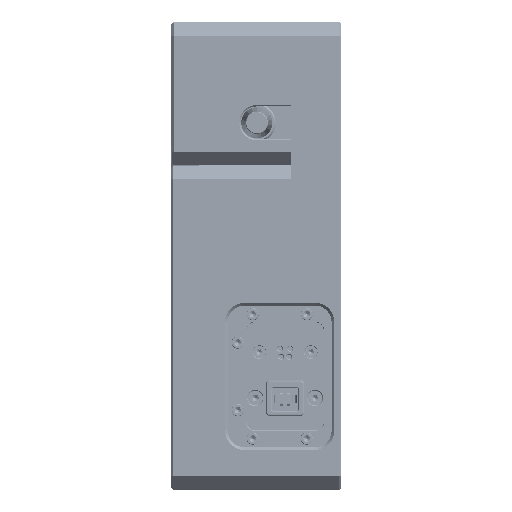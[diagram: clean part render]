
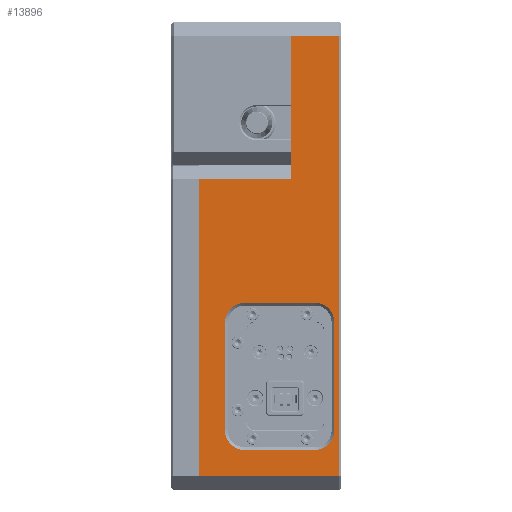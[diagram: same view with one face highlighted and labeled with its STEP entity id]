
A CAD part, left-side view. The second image highlights one B-rep face of the part: STEP entity #13896.
In plain terms, the highlighted planar face has unit normal (-1, 0, 0).
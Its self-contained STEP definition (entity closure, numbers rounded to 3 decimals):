
#1286=DIRECTION('',(0.,0.,1.));
#1287=VECTOR('',#1286,110.);
#1288=CARTESIAN_POINT('',(-47.,35.,-91.));
#1289=LINE('',#1288,#1287);
#2153=DIRECTION('',(0.,0.,1.));
#2154=VECTOR('',#2153,53.);
#2155=CARTESIAN_POINT('',(-47.,0.94,19.));
#2156=LINE('',#2155,#2154);
#2376=DIRECTION('',(0.,-1.,0.));
#2377=VECTOR('',#2376,34.06);
#2378=CARTESIAN_POINT('',(-47.,35.,19.));
#2379=LINE('',#2378,#2377);
#2383=DIRECTION('',(0.,-1.,0.));
#2384=VECTOR('',#2383,17.94);
#2385=CARTESIAN_POINT('',(-47.,0.94,72.));
#2386=LINE('',#2385,#2384);
#2390=DIRECTION('',(0.,0.,-1.));
#2391=VECTOR('',#2390,163.);
#2392=CARTESIAN_POINT('',(-47.,-17.,72.));
#2393=LINE('',#2392,#2391);
#2397=DIRECTION('',(0.,-1.,0.));
#2398=VECTOR('',#2397,52.);
#2399=CARTESIAN_POINT('',(-47.,35.,-91.));
#2400=LINE('',#2399,#2398);
#2404=CARTESIAN_POINT('',(-47.,18.,-34.));
#2405=DIRECTION('',(1.,0.,0.));
#2406=DIRECTION('',(0.,1.,0.));
#2407=AXIS2_PLACEMENT_3D('',#2404,#2405,#2406);
#2412=DIRECTION('',(0.,0.,1.));
#2413=VECTOR('',#2412,40.);
#2414=CARTESIAN_POINT('',(-47.,25.2,
-74.));
#2415=LINE('',#2414,#2413);
#2419=CARTESIAN_POINT('',(-47.,18.,-74.));
#2420=DIRECTION('',(1.,0.,0.));
#2421=DIRECTION('',(0.,0.,-1.));
#2422=AXIS2_PLACEMENT_3D('',#2419,#2420,#2421);
#2427=DIRECTION('',(0.,1.,0.));
#2428=VECTOR('',#2427,26.);
#2429=CARTESIAN_POINT('',(-47.,-8.,
-81.2));
#2430=LINE('',#2429,#2428);
#2434=CARTESIAN_POINT('',(-47.,-8.,-74.));
#2435=DIRECTION('',(1.,0.,0.));
#2436=DIRECTION('',(0.,-1.,0.));
#2437=AXIS2_PLACEMENT_3D('',#2434,#2435,#2436);
#2442=DIRECTION('',(0.,0.,-1.));
#2443=VECTOR('',#2442,40.);
#2444=CARTESIAN_POINT('',(-47.,-15.2,
-34.));
#2445=LINE('',#2444,#2443);
#2449=CARTESIAN_POINT('',(-47.,-8.,-34.));
#2450=DIRECTION('',(1.,0.,0.));
#2451=DIRECTION('',(0.,0.,1.));
#2452=AXIS2_PLACEMENT_3D('',#2449,#2450,#2451);
#2457=DIRECTION('',(0.,-1.,0.));
#2458=VECTOR('',#2457,26.);
#2459=CARTESIAN_POINT('',(-47.,18.,
-26.8));
#2460=LINE('',#2459,#2458);
#10989=CARTESIAN_POINT('',(-47.,35.,-91.));
#10991=VERTEX_POINT('',#10989);
#10992=CARTESIAN_POINT('',(-47.,35.,19.));
#10994=VERTEX_POINT('',#10992);
#11324=CARTESIAN_POINT('',(-47.,-17.,-91.));
#11325=VERTEX_POINT('',#11324);
#11328=CARTESIAN_POINT('',(-47.,-17.,72.));
#11329=VERTEX_POINT('',#11328);
#11836=CARTESIAN_POINT('',(-47.,0.94,72.));
#11838=VERTEX_POINT('',#11836);
#11848=CARTESIAN_POINT('',(-47.,0.94,19.));
#11849=VERTEX_POINT('',#11848);
#12472=CARTESIAN_POINT('',(-47.,25.2,-34.));
#12473=CARTESIAN_POINT('',(-47.,18.,-26.8));
#12474=VERTEX_POINT('',#12472);
#12475=VERTEX_POINT('',#12473);
#12480=CARTESIAN_POINT('',(-47.,-8.,
-26.8));
#12481=VERTEX_POINT('',#12480);
#12484=CARTESIAN_POINT('',(-47.,-15.2,-34.));
#12485=VERTEX_POINT('',#12484);
#12488=CARTESIAN_POINT('',(-47.,-15.2,
-74.));
#12489=VERTEX_POINT('',#12488);
#12492=CARTESIAN_POINT('',(-47.,-8.,-81.2));
#12493=VERTEX_POINT('',#12492);
#12496=CARTESIAN_POINT('',(-47.,18.,
-81.2));
#12497=VERTEX_POINT('',#12496);
#12500=CARTESIAN_POINT('',(-47.,25.2,-74.));
#12501=VERTEX_POINT('',#12500);
#13864=CARTESIAN_POINT('',(-47.,0.,-96.));
#13865=DIRECTION('',(-1.,0.,0.));
#13866=DIRECTION('',(0.,0.,1.));
#13867=AXIS2_PLACEMENT_3D('',#13864,#13865,#13866);
#13868=PLANE('',#13867);
#13869=ORIENTED_EDGE('',*,*,#13666,.T.);
#13870=ORIENTED_EDGE('',*,*,#13697,.T.);
#13871=ORIENTED_EDGE('',*,*,#13848,.T.);
#13873=ORIENTED_EDGE('',*,*,#13872,.T.);
#13874=ORIENTED_EDGE('',*,*,#13330,.F.);
#13875=ORIENTED_EDGE('',*,*,#13349,.T.);
#13876=EDGE_LOOP('',(#13869,#13870,#13871,#13873,#13874,#13875));
#13877=FACE_OUTER_BOUND('',#13876,.F.);
#13879=ORIENTED_EDGE('',*,*,#13878,.F.);
#13881=ORIENTED_EDGE('',*,*,#13880,.F.);
#13883=ORIENTED_EDGE('',*,*,#13882,.F.);
#13885=ORIENTED_EDGE('',*,*,#13884,.F.);
#13887=ORIENTED_EDGE('',*,*,#13886,.F.);
#13889=ORIENTED_EDGE('',*,*,#13888,.F.);
#13891=ORIENTED_EDGE('',*,*,#13890,.F.);
#13893=ORIENTED_EDGE('',*,*,#13892,.F.);
#13894=EDGE_LOOP('',(#13879,#13881,#13883,#13885,#13887,#13889,#13891,#13893));
#13895=FACE_BOUND('',#13894,.F.);
#2408=CIRCLE('',#2407,7.2);
#2423=CIRCLE('',#2422,7.2);
#2438=CIRCLE('',#2437,7.2);
#2453=CIRCLE('',#2452,7.2);
#13330=EDGE_CURVE('',#10991,#11325,#2400,.T.);
#13349=EDGE_CURVE('',#10991,#10994,#1289,.T.);
#13666=EDGE_CURVE('',#10994,#11849,#2379,.T.);
#13697=EDGE_CURVE('',#11849,#11838,#2156,.T.);
#13848=EDGE_CURVE('',#11838,#11329,#2386,.T.);
#13872=EDGE_CURVE('',#11329,#11325,#2393,.T.);
#13878=EDGE_CURVE('',#12474,#12475,#2408,.T.);
#13880=EDGE_CURVE('',#12501,#12474,#2415,.T.);
#13882=EDGE_CURVE('',#12497,#12501,#2423,.T.);
#13884=EDGE_CURVE('',#12493,#12497,#2430,.T.);
#13886=EDGE_CURVE('',#12489,#12493,#2438,.T.);
#13888=EDGE_CURVE('',#12485,#12489,#2445,.T.);
#13890=EDGE_CURVE('',#12481,#12485,#2453,.T.);
#13892=EDGE_CURVE('',#12475,#12481,#2460,.T.);
#13896=ADVANCED_FACE('',(#13877,#13895),#13868,.T.);
